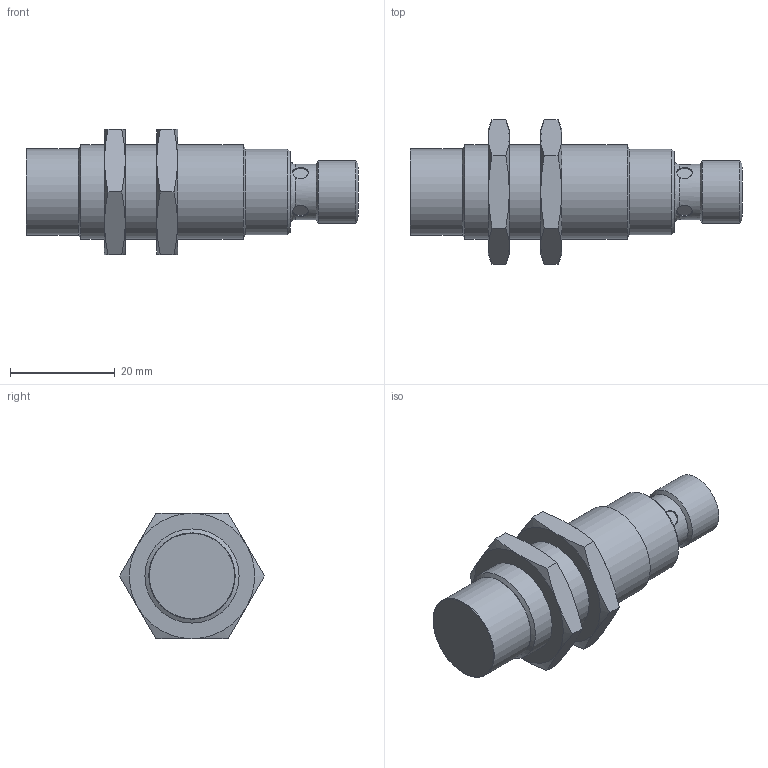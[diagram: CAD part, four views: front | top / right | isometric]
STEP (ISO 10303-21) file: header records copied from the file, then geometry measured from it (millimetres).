
FILE_DESCRIPTION (( 'STEP AP214' ), '1' );
FILE_NAME ('DW-AS-613-M18-002.STEP', '2020-10-01T15:52:21', ( '' ), ( '' ), 'SwSTEP 2.0', 'SolidWorks 2019', '' );
FILE_SCHEMA (( 'AUTOMOTIVE_DESIGN' ));
Length unit declared in the file: inch
Products named in the file (1): DW-AS-613-M18-002
Bounding box: 63.5 x 27.71 x 24 mm (x, y, z)
Volume: 14825.8 mm3; surface area: 5164.3 mm2
Topology: 1 solids, 1 shells, 82 faces, 194 edges, 116 vertices
Faces by surface type: cone 30, plane 27, cylinder 18, bspline 7
Full cylindrical faces by diameter (mm): 1 x4, 3 x4, 8.5 x1, 10.55 x1, 12 x1, 16.4 x1, 16.5 x1, 18 x3
Entity records: 2475 total; most frequent: CARTESIAN_POINT 888, DIRECTION 306, ORIENTED_EDGE 292, EDGE_CURVE 146, AXIS2_PLACEMENT_3D 143, EDGE_LOOP 117, VERTEX_POINT 101, FACE_OUTER_BOUND 100
